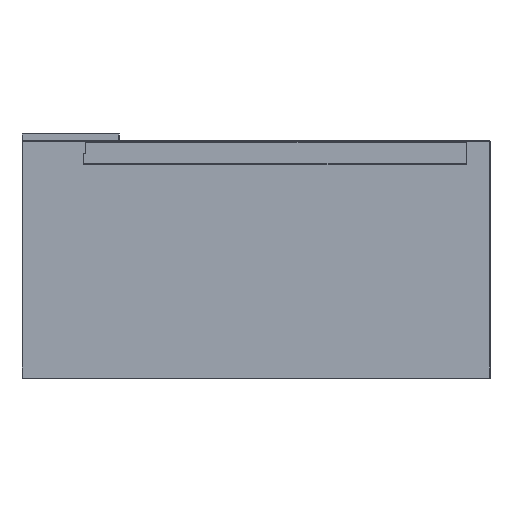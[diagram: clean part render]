
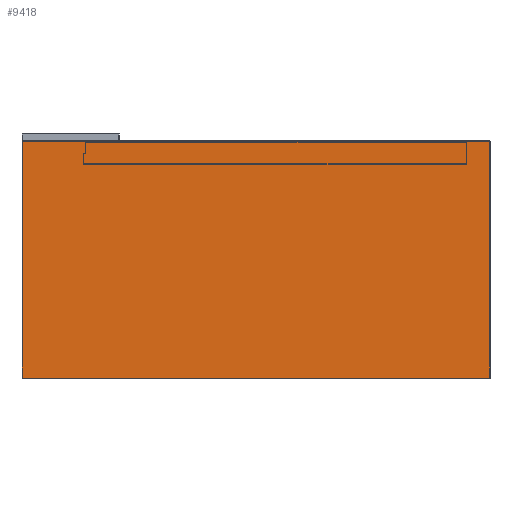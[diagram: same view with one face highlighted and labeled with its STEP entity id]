
A CAD part, left-side view. The second image highlights one B-rep face of the part: STEP entity #9418.
In plain terms, the highlighted planar face has unit normal (-1, 0, 0).
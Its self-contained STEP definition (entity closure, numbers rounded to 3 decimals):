
#124 = ORIENTED_EDGE ( 'NONE', *, *, #1526, .T. ) ;
#530 = VECTOR ( 'NONE', #5718, 1000. ) ;
#1272 = VERTEX_POINT ( 'NONE', #2499 ) ;
#1518 = VECTOR ( 'NONE', #3514, 1000. ) ;
#1526 = EDGE_CURVE ( 'NONE', #9187, #4468, #2968, .T. ) ;
#1608 = DIRECTION ( 'NONE',  ( 0., 0., -1. ) ) ;
#2156 = EDGE_LOOP ( 'NONE', ( #124, #5189, #10826, #4626 ) ) ;
#2499 = CARTESIAN_POINT ( 'NONE',  ( -550., 1299., -659. ) ) ;
#2968 = LINE ( 'NONE', #10474, #10479 ) ;
#3221 = EDGE_CURVE ( 'NONE', #1272, #9187, #5827, .T. ) ;
#3514 = DIRECTION ( 'NONE',  ( 0., 0., -1. ) ) ;
#3781 = VERTEX_POINT ( 'NONE', #8104 ) ;
#4250 = CARTESIAN_POINT ( 'NONE',  ( -550., 1300., -100. ) ) ;
#4300 = DIRECTION ( 'NONE',  ( 1., 0., 0. ) ) ;
#4381 = VECTOR ( 'NONE', #9764, 1000. ) ;
#4448 = CARTESIAN_POINT ( 'NONE',  ( -550., 1., -1. ) ) ;
#4468 = VERTEX_POINT ( 'NONE', #4448 ) ;
#4626 = ORIENTED_EDGE ( 'NONE', *, *, #3221, .T. ) ;
#4804 = LINE ( 'NONE', #10418, #4381 ) ;
#5070 = PLANE ( 'NONE',  #10434 ) ;
#5189 = ORIENTED_EDGE ( 'NONE', *, *, #8076, .T. ) ;
#5718 = DIRECTION ( 'NONE',  ( 0., -1., 0. ) ) ;
#5827 = LINE ( 'NONE', #9153, #530 ) ;
#6866 = CARTESIAN_POINT ( 'NONE',  ( -550., 1299., -100. ) ) ;
#7895 = LINE ( 'NONE', #6866, #1518 ) ;
#8076 = EDGE_CURVE ( 'NONE', #4468, #3781, #4804, .T. ) ;
#8104 = CARTESIAN_POINT ( 'NONE',  ( -550., 1299., -1. ) ) ;
#8793 = DIRECTION ( 'NONE',  ( 0., 0., 1. ) ) ;
#9118 = FACE_OUTER_BOUND ( 'NONE', #2156, .T. ) ;
#9153 = CARTESIAN_POINT ( 'NONE',  ( -550., 1300., -659. ) ) ;
#9187 = VERTEX_POINT ( 'NONE', #9835 ) ;
#9418 = ADVANCED_FACE ( 'Fl�che5', ( #9118 ), #5070, .F. ) ;
#9764 = DIRECTION ( 'NONE',  ( 0., 1., 0. ) ) ;
#9819 = EDGE_CURVE ( 'NONE', #3781, #1272, #7895, .T. ) ;
#9835 = CARTESIAN_POINT ( 'NONE',  ( -550., 1., -659. ) ) ;
#10418 = CARTESIAN_POINT ( 'NONE',  ( -550., 1300., -1. ) ) ;
#10434 = AXIS2_PLACEMENT_3D ( 'NONE', #4250, #4300, #1608 ) ;
#10474 = CARTESIAN_POINT ( 'NONE',  ( -550., 1., 0. ) ) ;
#10479 = VECTOR ( 'NONE', #8793, 1000. ) ;
#10826 = ORIENTED_EDGE ( 'NONE', *, *, #9819, .T. ) ;
